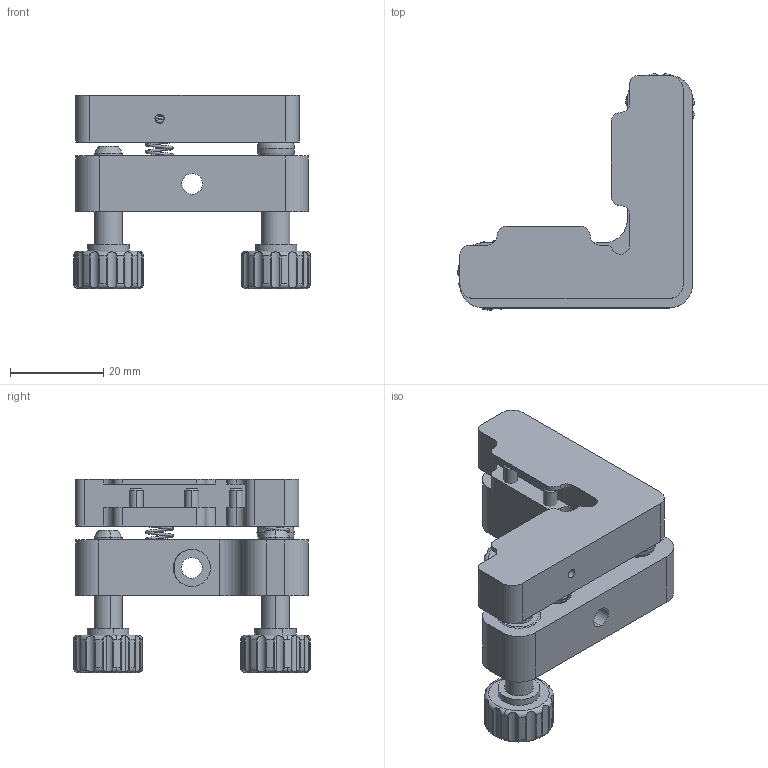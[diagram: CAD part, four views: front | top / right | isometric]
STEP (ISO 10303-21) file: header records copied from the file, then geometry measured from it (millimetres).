
FILE_DESCRIPTION (( 'STEP AP203' ), '1' );
FILE_NAME ('04RFM-1(M).STEP', '2022-11-22T03:39:22', ( '' ), ( '' ), 'SwSTEP 2.0', 'SolidWorks 2021', '' );
FILE_SCHEMA (( 'CONFIG_CONTROL_DESIGN' ));
Length unit declared in the file: millimetre
Products named in the file (1): 04RFM-1(M)
Bounding box: 50.9 x 50.9 x 41.5 mm (x, y, z)
Surface area: 14751.6 mm2 (no closed solid volume)
Topology: 0 solids, 23 shells, 329 faces, 996 edges, 689 vertices
Faces by surface type: cylinder 199, plane 86, cone 26, bspline 8, torus 8, sphere 2
Entity records: 17392 total; most frequent: CARTESIAN_POINT 8509, DIRECTION 1805, ORIENTED_EDGE 1782, EDGE_CURVE 991, VERTEX_POINT 686, AXIS2_PLACEMENT_3D 672, VECTOR 461, LINE 461
